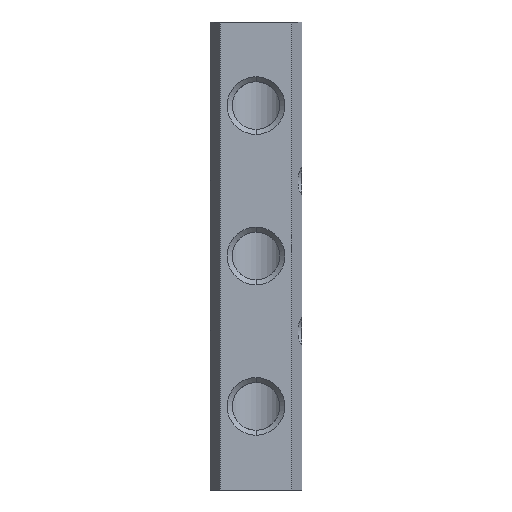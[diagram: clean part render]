
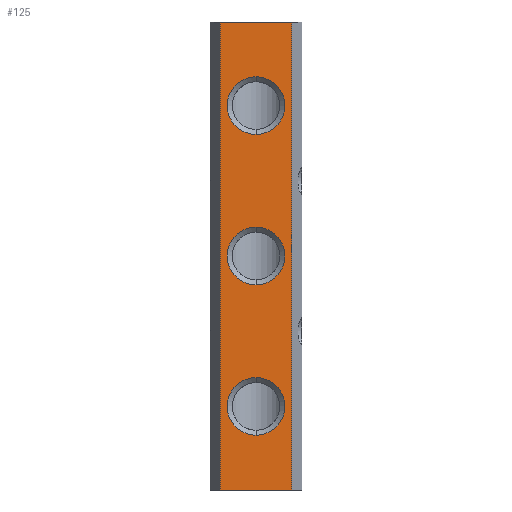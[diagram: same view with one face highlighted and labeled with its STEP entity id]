
A CAD part, front view. The second image highlights one B-rep face of the part: STEP entity #125.
In plain terms, the highlighted planar face has unit normal (0, -1, 0).
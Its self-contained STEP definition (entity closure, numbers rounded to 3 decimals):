
#3 = DIRECTION ( 'NONE',  ( 0., 1., 0. ) ) ;
#13 = ORIENTED_EDGE ( 'NONE', *, *, #377, .T. ) ;
#41 = AXIS2_PLACEMENT_3D ( 'NONE', #1789, #685, #1449 ) ;
#57 = FACE_BOUND ( 'NONE', #595, .T. ) ;
#79 = ORIENTED_EDGE ( 'NONE', *, *, #1795, .T. ) ;
#125 = ADVANCED_FACE ( 'NONE', ( #839, #57, #741, #1786 ), #983, .T. ) ;
#134 = ORIENTED_EDGE ( 'NONE', *, *, #507, .T. ) ;
#138 = DIRECTION ( 'NONE',  ( 0., 0., -1. ) ) ;
#146 = CARTESIAN_POINT ( 'NONE',  ( 11., 0., 0. ) ) ;
#162 = ORIENTED_EDGE ( 'NONE', *, *, #939, .T. ) ;
#164 = EDGE_CURVE ( 'NONE', #358, #1125, #1900, .T. ) ;
#165 = CARTESIAN_POINT ( 'NONE',  ( 0., 0., -56. ) ) ;
#175 = DIRECTION ( 'NONE',  ( 0., 0., -1. ) ) ;
#177 = DIRECTION ( 'NONE',  ( 0., 1., 0. ) ) ;
#192 = CARTESIAN_POINT ( 'NONE',  ( 0., 0., -62.9 ) ) ;
#216 = CARTESIAN_POINT ( 'NONE',  ( 0., 0., -26.9 ) ) ;
#253 = CARTESIAN_POINT ( 'NONE',  ( -8.5, 0., -112. ) ) ;
#254 = ORIENTED_EDGE ( 'NONE', *, *, #1097, .F. ) ;
#274 = VERTEX_POINT ( 'NONE', #1048 ) ;
#279 = CIRCLE ( 'NONE', #2016, 6.9 ) ;
#291 = DIRECTION ( 'NONE',  ( -1., 0., 0. ) ) ;
#352 = EDGE_CURVE ( 'NONE', #1993, #555, #1538, .T. ) ;
#354 = CARTESIAN_POINT ( 'NONE',  ( 8.5, 0., -112. ) ) ;
#356 = VERTEX_POINT ( 'NONE', #1230 ) ;
#358 = VERTEX_POINT ( 'NONE', #1571 ) ;
#377 = EDGE_CURVE ( 'NONE', #1027, #826, #1669, .T. ) ;
#429 = VECTOR ( 'NONE', #291, 1000. ) ;
#497 = CARTESIAN_POINT ( 'NONE',  ( 0., 0., -20. ) ) ;
#507 = EDGE_CURVE ( 'NONE', #274, #677, #2010, .T. ) ;
#544 = DIRECTION ( 'NONE',  ( 0., 1., 0. ) ) ;
#555 = VERTEX_POINT ( 'NONE', #1881 ) ;
#595 = EDGE_LOOP ( 'NONE', ( #13, #162 ) ) ;
#646 = DIRECTION ( 'NONE',  ( 0., 1., 0. ) ) ;
#656 = AXIS2_PLACEMENT_3D ( 'NONE', #497, #646, #175 ) ;
#676 = DIRECTION ( 'NONE',  ( 0., 0., -1. ) ) ;
#677 = VERTEX_POINT ( 'NONE', #216 ) ;
#684 = CARTESIAN_POINT ( 'NONE',  ( 11., 0., -112. ) ) ;
#685 = DIRECTION ( 'NONE',  ( 0., -1., 0. ) ) ;
#741 = FACE_BOUND ( 'NONE', #1211, .T. ) ;
#780 = DIRECTION ( 'NONE',  ( 0., 1., 0. ) ) ;
#793 = CARTESIAN_POINT ( 'NONE',  ( 0., 0., -56. ) ) ;
#794 = ORIENTED_EDGE ( 'NONE', *, *, #1894, .T. ) ;
#826 = VERTEX_POINT ( 'NONE', #1486 ) ;
#839 = FACE_BOUND ( 'NONE', #1573, .T. ) ;
#840 = LINE ( 'NONE', #146, #429 ) ;
#897 = CIRCLE ( 'NONE', #986, 6.9 ) ;
#906 = AXIS2_PLACEMENT_3D ( 'NONE', #1429, #780, #1746 ) ;
#921 = CARTESIAN_POINT ( 'NONE',  ( 8.5, 0., 0. ) ) ;
#939 = EDGE_CURVE ( 'NONE', #826, #1027, #897, .T. ) ;
#983 = PLANE ( 'NONE',  #41 ) ;
#986 = AXIS2_PLACEMENT_3D ( 'NONE', #793, #177, #1465 ) ;
#1020 = LINE ( 'NONE', #684, #1996 ) ;
#1027 = VERTEX_POINT ( 'NONE', #192 ) ;
#1030 = CIRCLE ( 'NONE', #906, 6.9 ) ;
#1048 = CARTESIAN_POINT ( 'NONE',  ( 0., 0., -13.1 ) ) ;
#1097 = EDGE_CURVE ( 'NONE', #1993, #1125, #1020, .T. ) ;
#1125 = VERTEX_POINT ( 'NONE', #1627 ) ;
#1128 = ORIENTED_EDGE ( 'NONE', *, *, #164, .T. ) ;
#1170 = DIRECTION ( 'NONE',  ( 0., 1., 0. ) ) ;
#1211 = EDGE_LOOP ( 'NONE', ( #794, #1370 ) ) ;
#1230 = CARTESIAN_POINT ( 'NONE',  ( 0., 0., -98.9 ) ) ;
#1271 = CIRCLE ( 'NONE', #1508, 6.9 ) ;
#1370 = ORIENTED_EDGE ( 'NONE', *, *, #1868, .T. ) ;
#1414 = DIRECTION ( 'NONE',  ( 0., 0., 1. ) ) ;
#1429 = CARTESIAN_POINT ( 'NONE',  ( 0., 0., -92. ) ) ;
#1449 = DIRECTION ( 'NONE',  ( 0., 0., -1. ) ) ;
#1461 = ORIENTED_EDGE ( 'NONE', *, *, #1685, .T. ) ;
#1465 = DIRECTION ( 'NONE',  ( 0., 0., -1. ) ) ;
#1486 = CARTESIAN_POINT ( 'NONE',  ( 0., 0., -49.1 ) ) ;
#1508 = AXIS2_PLACEMENT_3D ( 'NONE', #1632, #544, #676 ) ;
#1512 = DIRECTION ( 'NONE',  ( 0., 0., -1. ) ) ;
#1538 = LINE ( 'NONE', #921, #1967 ) ;
#1541 = CARTESIAN_POINT ( 'NONE',  ( 0., 0., -92. ) ) ;
#1571 = CARTESIAN_POINT ( 'NONE',  ( -8.5, 0., 0. ) ) ;
#1573 = EDGE_LOOP ( 'NONE', ( #1461, #134 ) ) ;
#1627 = CARTESIAN_POINT ( 'NONE',  ( -8.5, 0., -112. ) ) ;
#1632 = CARTESIAN_POINT ( 'NONE',  ( 0., 0., -20. ) ) ;
#1669 = CIRCLE ( 'NONE', #1811, 6.9 ) ;
#1685 = EDGE_CURVE ( 'NONE', #677, #274, #1271, .T. ) ;
#1734 = DIRECTION ( 'NONE',  ( 0., 0., -1. ) ) ;
#1746 = DIRECTION ( 'NONE',  ( 0., 0., -1. ) ) ;
#1786 = FACE_OUTER_BOUND ( 'NONE', #1883, .T. ) ;
#1789 = CARTESIAN_POINT ( 'NONE',  ( 11., 0., -112. ) ) ;
#1795 = EDGE_CURVE ( 'NONE', #555, #358, #840, .T. ) ;
#1811 = AXIS2_PLACEMENT_3D ( 'NONE', #165, #3, #1734 ) ;
#1831 = VECTOR ( 'NONE', #1512, 1000. ) ;
#1868 = EDGE_CURVE ( 'NONE', #1955, #356, #279, .T. ) ;
#1881 = CARTESIAN_POINT ( 'NONE',  ( 8.5, 0., 0. ) ) ;
#1883 = EDGE_LOOP ( 'NONE', ( #254, #2047, #79, #1128 ) ) ;
#1894 = EDGE_CURVE ( 'NONE', #356, #1955, #1030, .T. ) ;
#1900 = LINE ( 'NONE', #253, #1831 ) ;
#1941 = DIRECTION ( 'NONE',  ( -1., 0., 0. ) ) ;
#1955 = VERTEX_POINT ( 'NONE', #2040 ) ;
#1967 = VECTOR ( 'NONE', #1414, 1000. ) ;
#1993 = VERTEX_POINT ( 'NONE', #354 ) ;
#1996 = VECTOR ( 'NONE', #1941, 1000. ) ;
#2010 = CIRCLE ( 'NONE', #656, 6.9 ) ;
#2016 = AXIS2_PLACEMENT_3D ( 'NONE', #1541, #1170, #138 ) ;
#2040 = CARTESIAN_POINT ( 'NONE',  ( 0., 0., -85.1 ) ) ;
#2047 = ORIENTED_EDGE ( 'NONE', *, *, #352, .T. ) ;
